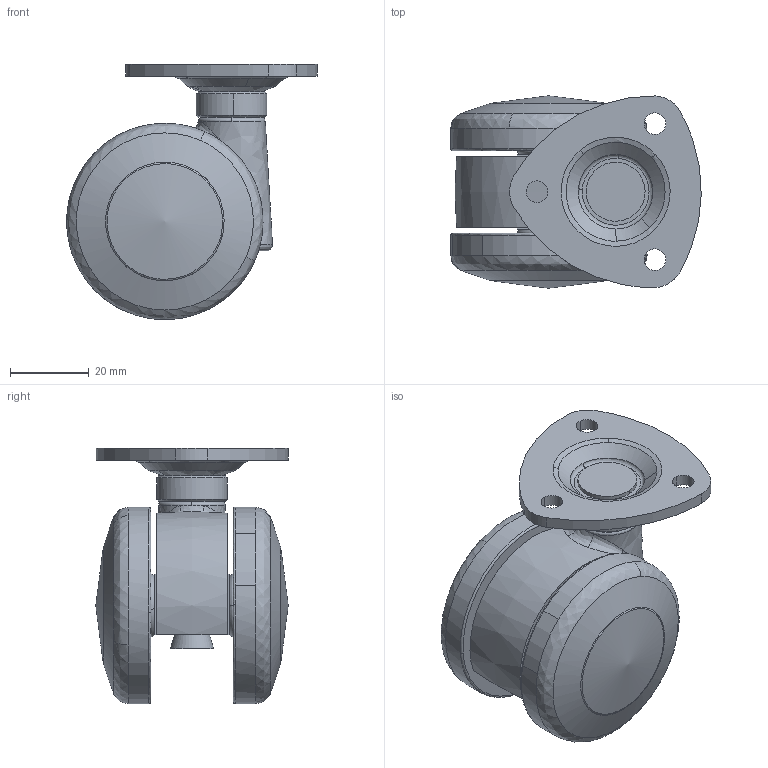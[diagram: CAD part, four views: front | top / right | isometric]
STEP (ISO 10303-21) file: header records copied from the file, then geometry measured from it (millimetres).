
FILE_DESCRIPTION((''),'2;1');
FILE_NAME('','2005-12-16T13:54:47',(''),(''),'','CADfix','');
FILE_SCHEMA(('AUTOMOTIVE_DESIGN'));
Length unit declared in the file: millimetre
Products named in the file (5): wheel; mounting plate; main shaft; body; TY50_10766_36
Assembly tree (5 placements, depth 2):
  TY50_10766_36
    wheel  x2
    mounting plate
    main shaft
    body
Bounding box: 63.82 x 49 x 65 mm (x, y, z)
Volume: 68018.9 mm3; surface area: 30023.4 mm2
Topology: 5 solids, 5 shells, 134 faces, 447 edges, 335 vertices
Faces by surface type: bspline 134
Entity records: 5724 total; most frequent: CARTESIAN_POINT 3674, ORIENTED_EDGE 742, EDGE_CURVE 371, VERTEX_POINT 277, EDGE_LOOP 136, FACE_OUTER_BOUND 113, ADVANCED_FACE 113, QUASI_UNIFORM_CURVE 78
